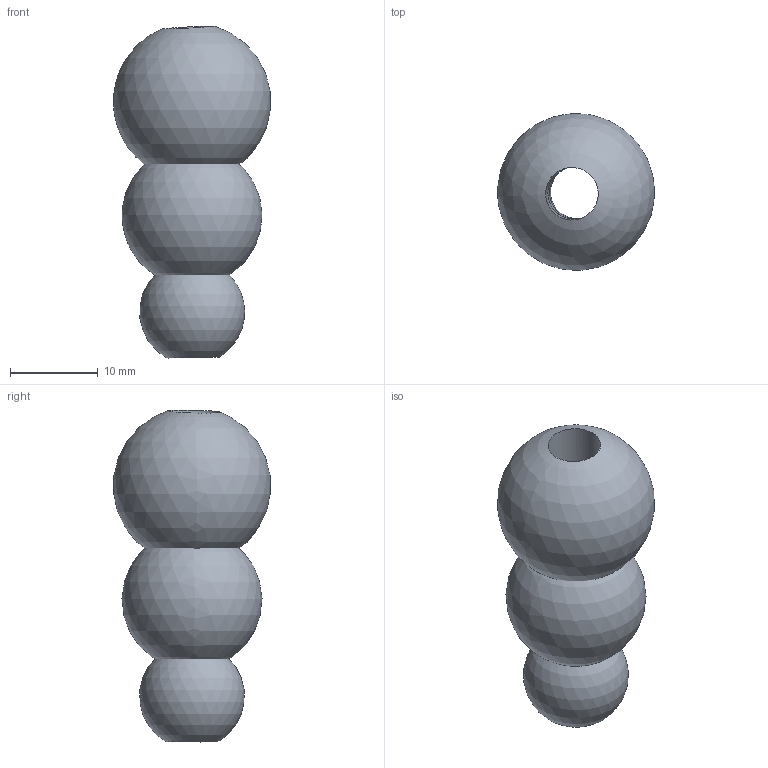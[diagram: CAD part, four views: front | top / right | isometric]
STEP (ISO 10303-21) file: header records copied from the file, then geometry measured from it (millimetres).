
FILE_DESCRIPTION(/* description */ (''),/* implementation_level */ '2;1');
FILE_NAME(/* name */ 'Projeto baratenha v3.step',/* time_stamp */ '2016-03-17T11:04:17-03:00',/* author */ (''),/* organization */ (''),/* preprocessor_version */ 'ST-DEVELOPER v16.2',/* originating_system */ 'Autodesk Translation Framework v4.3.0.3010',/* authorisation */ '');
FILE_SCHEMA (('AUTOMOTIVE_DESIGN { 1 0 10303 214 3 1 1 }'));
Length unit declared in the file: centimetre
Products named in the file (4): Projeto baratenha v3; Component19; Component20; Component21
Assembly tree (3 placements, depth 2):
  Projeto baratenha v3
    Component19
    Component20
    Component21
Bounding box: 17.9 x 17.88 x 37.9 mm (x, y, z)
Volume: 4856 mm3; surface area: 2891.9 mm2
Topology: 3 solids, 3 shells, 6 faces, 15 edges, 9 vertices
Faces by surface type: cylinder 3, sphere 3
Full cylindrical faces by diameter (mm): 6 x3
Entity records: 339 total; most frequent: CARTESIAN_POINT 157, DIRECTION 30, AXIS2_PLACEMENT_3D 15, EDGE_LOOP 12, ORIENTED_EDGE 12, PRODUCT_DEFINITION_SHAPE 7, FACE_BOUND 6, FACE_OUTER_BOUND 6
